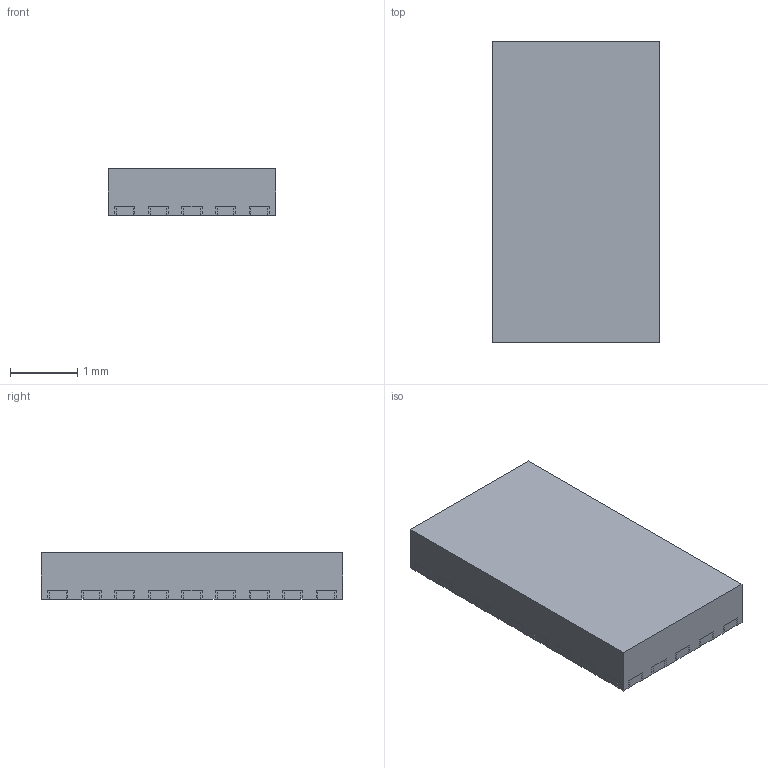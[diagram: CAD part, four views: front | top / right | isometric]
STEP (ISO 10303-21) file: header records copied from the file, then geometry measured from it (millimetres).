
FILE_DESCRIPTION((''),'2;1');
FILE_NAME('RYS0017A_ASM','2022-10-12T13:17:41',('a0412086'),(''),'CREO PARAMETRIC BY PTC INC, 2018500','CREO PARAMETRIC BY PTC INC, 2018500','');
FILE_SCHEMA(('CONFIG_CONTROL_DESIGN','SHAPE_APPEARANCE_LAYERS_GROUPS'));
Length unit declared in the file: millimetre
Products named in the file (3): RYS0017A_MOLD; RYS0017A_FRAME; RYS0017A_ASM
Assembly tree (2 placements, depth 2):
  RYS0017A_ASM
    RYS0017A_MOLD
    RYS0017A_FRAME
Bounding box: 2.5 x 4.5 x 0.7 mm (x, y, z)
Volume: 7.8 mm3; surface area: 48.7 mm2
Topology: 18 solids, 18 shells, 1126 faces, 3152 edges, 2064 vertices
Faces by surface type: plane 1054, cylinder 72
Entity records: 45299 total; most frequent: CARTESIAN_POINT 6347, ORIENTED_EDGE 6304, DIRECTION 5558, PRESENTATION_STYLE_ASSIGNMENT 3198, STYLED_ITEM 3170, CURVE_STYLE 3152, EDGE_CURVE 3152, VECTOR 3008
